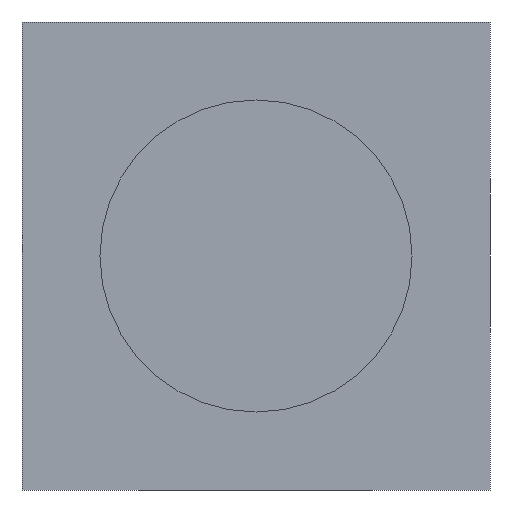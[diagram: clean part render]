
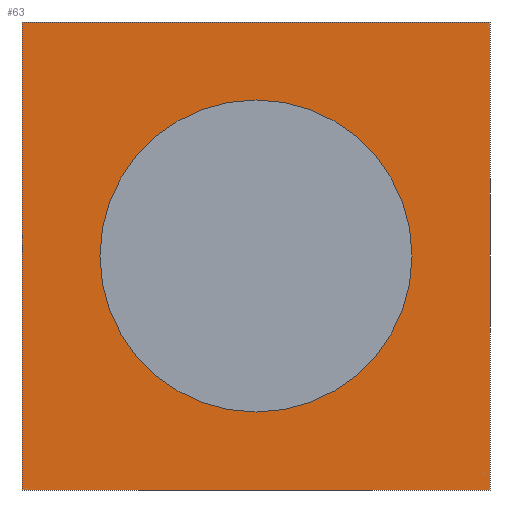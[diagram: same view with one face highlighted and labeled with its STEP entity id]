
A CAD part, front view. The second image highlights one B-rep face of the part: STEP entity #63.
In plain terms, the highlighted planar face has unit normal (0, -1, 0).
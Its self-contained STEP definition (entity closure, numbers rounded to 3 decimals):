
#9 = DIRECTION ( 'NONE',  ( 0., 0., 1. ) ) ;
#12 = DIRECTION ( 'NONE',  ( 0., -1., 0. ) ) ;
#23 = EDGE_CURVE ( 'NONE', #514, #459, #319, .T. ) ;
#30 = EDGE_CURVE ( 'NONE', #160, #365, #472, .T. ) ;
#35 = ORIENTED_EDGE ( 'NONE', *, *, #23, .F. ) ;
#44 = FACE_BOUND ( 'NONE', #335, .T. ) ;
#52 = EDGE_CURVE ( 'NONE', #514, #547, #212, .T. ) ;
#63 = ADVANCED_FACE ( 'NONE', ( #332, #44 ), #205, .F. ) ;
#66 = CARTESIAN_POINT ( 'NONE',  ( -15., 0., 15. ) ) ;
#98 = EDGE_LOOP ( 'NONE', ( #122, #149, #35, #538 ) ) ;
#102 = DIRECTION ( 'NONE',  ( 1., 0., 0. ) ) ;
#106 = CIRCLE ( 'NONE', #250, 10. ) ;
#114 = DIRECTION ( 'NONE',  ( 0., 0., -1. ) ) ;
#118 = CARTESIAN_POINT ( 'NONE',  ( -15., 0., 5. ) ) ;
#119 = VECTOR ( 'NONE', #276, 1000. ) ;
#122 = ORIENTED_EDGE ( 'NONE', *, *, #147, .T. ) ;
#130 = EDGE_CURVE ( 'NONE', #365, #160, #106, .T. ) ;
#147 = EDGE_CURVE ( 'NONE', #547, #420, #267, .T. ) ;
#149 = ORIENTED_EDGE ( 'NONE', *, *, #487, .F. ) ;
#160 = VERTEX_POINT ( 'NONE', #528 ) ;
#205 = PLANE ( 'NONE',  #357 ) ;
#212 = LINE ( 'NONE', #498, #405 ) ;
#227 = CARTESIAN_POINT ( 'NONE',  ( -15., 0., 15. ) ) ;
#248 = CARTESIAN_POINT ( 'NONE',  ( 0., 0., 30. ) ) ;
#250 = AXIS2_PLACEMENT_3D ( 'NONE', #227, #12, #9 ) ;
#259 = AXIS2_PLACEMENT_3D ( 'NONE', #66, #358, #445 ) ;
#267 = LINE ( 'NONE', #531, #463 ) ;
#276 = DIRECTION ( 'NONE',  ( 1., 0., 0. ) ) ;
#277 = LINE ( 'NONE', #417, #431 ) ;
#287 = CARTESIAN_POINT ( 'NONE',  ( 0., 0., 30. ) ) ;
#310 = ORIENTED_EDGE ( 'NONE', *, *, #130, .F. ) ;
#319 = LINE ( 'NONE', #501, #119 ) ;
#330 = CARTESIAN_POINT ( 'NONE',  ( 0., 0., 0. ) ) ;
#332 = FACE_OUTER_BOUND ( 'NONE', #98, .T. ) ;
#333 = CARTESIAN_POINT ( 'NONE',  ( -30., 0., 30. ) ) ;
#335 = EDGE_LOOP ( 'NONE', ( #395, #310 ) ) ;
#357 = AXIS2_PLACEMENT_3D ( 'NONE', #248, #561, #380 ) ;
#358 = DIRECTION ( 'NONE',  ( 0., -1., 0. ) ) ;
#365 = VERTEX_POINT ( 'NONE', #118 ) ;
#380 = DIRECTION ( 'NONE',  ( 0., 0., 1. ) ) ;
#386 = CARTESIAN_POINT ( 'NONE',  ( -30., 0., 0. ) ) ;
#395 = ORIENTED_EDGE ( 'NONE', *, *, #30, .F. ) ;
#405 = VECTOR ( 'NONE', #114, 1000. ) ;
#417 = CARTESIAN_POINT ( 'NONE',  ( 0., 0., 30. ) ) ;
#420 = VERTEX_POINT ( 'NONE', #330 ) ;
#431 = VECTOR ( 'NONE', #550, 1000. ) ;
#445 = DIRECTION ( 'NONE',  ( 0., 0., 1. ) ) ;
#459 = VERTEX_POINT ( 'NONE', #287 ) ;
#463 = VECTOR ( 'NONE', #102, 1000. ) ;
#472 = CIRCLE ( 'NONE', #259, 10. ) ;
#487 = EDGE_CURVE ( 'NONE', #459, #420, #277, .T. ) ;
#498 = CARTESIAN_POINT ( 'NONE',  ( -30., 0., 30. ) ) ;
#501 = CARTESIAN_POINT ( 'NONE',  ( 0., 0., 30. ) ) ;
#514 = VERTEX_POINT ( 'NONE', #333 ) ;
#528 = CARTESIAN_POINT ( 'NONE',  ( -15., 0., 25. ) ) ;
#531 = CARTESIAN_POINT ( 'NONE',  ( 0., 0., 0. ) ) ;
#538 = ORIENTED_EDGE ( 'NONE', *, *, #52, .T. ) ;
#547 = VERTEX_POINT ( 'NONE', #386 ) ;
#550 = DIRECTION ( 'NONE',  ( 0., 0., -1. ) ) ;
#561 = DIRECTION ( 'NONE',  ( 0., 1., 0. ) ) ;
